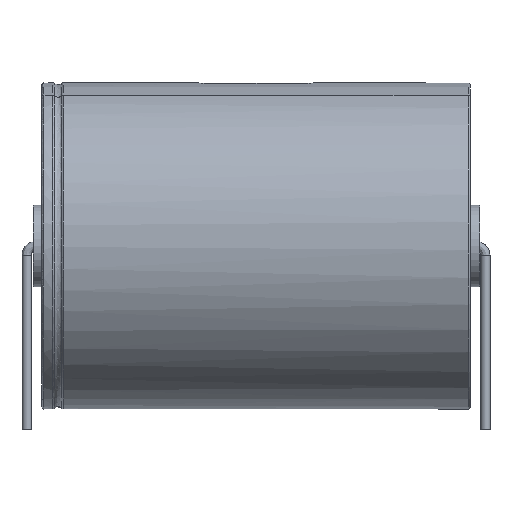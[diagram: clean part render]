
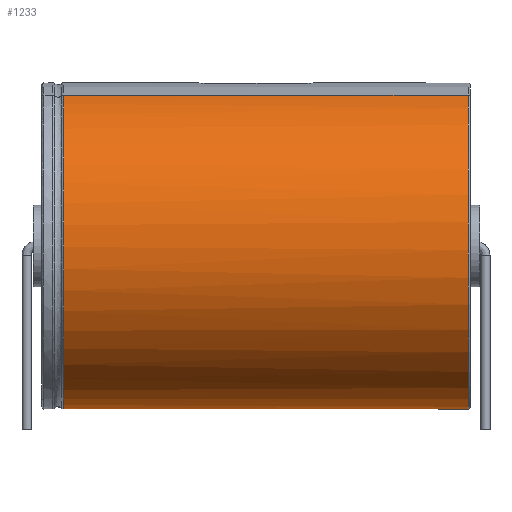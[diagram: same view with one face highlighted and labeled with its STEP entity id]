
A CAD part, front view. The second image highlights one B-rep face of the part: STEP entity #1233.
In plain terms, the highlighted cylindrical face has radius 16 mm (diameter 32 mm), a partial arc.
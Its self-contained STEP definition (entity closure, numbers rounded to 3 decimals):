
#552=VERTEX_POINT('',#553);
#553=CARTESIAN_POINT('',(43.3,-6.123,30.782));
#559=EDGE_CURVE('',#560,#552,#562,.T.);
#560=VERTEX_POINT('',#561);
#561=CARTESIAN_POINT('',(3.635,-6.123,30.782));
#562=LINE('',#563,#564);
#563=CARTESIAN_POINT('',(3.5,-6.123,30.782));
#564=VECTOR('',#565,1.);
#565=DIRECTION('',(1.,0.,0.));
#608=DIRECTION('',(-1.,0.,0.));
#712=VERTEX_POINT('',#713);
#713=CARTESIAN_POINT('',(43.3,6.123,30.782));
#717=DIRECTION('',(0.,0.383,0.924));
#718=ORIENTED_EDGE('',*,*,#719,.F.);
#719=EDGE_CURVE('',#720,#712,#722,.T.);
#720=VERTEX_POINT('',#721);
#721=CARTESIAN_POINT('',(3.635,6.123,30.782));
#722=LINE('',#723,#564);
#723=CARTESIAN_POINT('',(3.5,6.123,30.782));
#1153=ORIENTED_EDGE('',*,*,#1154,.T.);
#1154=EDGE_CURVE('',#720,#560,#1155,.T.);
#1155=B_SPLINE_CURVE_WITH_KNOTS('',13,(#1156,#1157,#1158,#1159,#1160,#1161,#1162,#1163,#1164,#1165,#1166,#1167,#1168,#1169,#1170,#1171,#1172,#1173,#1174,#1175,#1176,#1177,#1178,#1179,#1180,#1181,#1182,#1183,#1184,#1185,#1186,#1187,#1188,#1189,#1190,#1191,#1192,#1193),.UNSPECIFIED.,.F.,.F.,(14,12,12,14),(-3.748,0.,87.965,91.713),.UNSPECIFIED.);
#1156=CARTESIAN_POINT('',(3.635,2.66,32.216));
#1157=CARTESIAN_POINT('',(3.635,2.928,32.105));
#1158=CARTESIAN_POINT('',(3.635,3.196,31.994));
#1159=CARTESIAN_POINT('',(3.635,3.464,31.883));
#1160=CARTESIAN_POINT('',(3.635,3.731,31.773));
#1161=CARTESIAN_POINT('',(3.635,3.998,31.662));
#1162=CARTESIAN_POINT('',(3.635,4.265,31.552));
#1163=CARTESIAN_POINT('',(3.635,4.531,31.441));
#1164=CARTESIAN_POINT('',(3.635,4.797,31.331));
#1165=CARTESIAN_POINT('',(3.635,5.063,31.221));
#1166=CARTESIAN_POINT('',(3.635,5.328,31.111));
#1167=CARTESIAN_POINT('',(3.635,5.594,31.001));
#1168=CARTESIAN_POINT('',(3.635,5.858,30.892));
#1169=CARTESIAN_POINT('',(3.635,12.331,28.211));
#1170=CARTESIAN_POINT('',(3.635,17.458,22.777));
#1171=CARTESIAN_POINT('',(3.635,19.939,14.98));
#1172=CARTESIAN_POINT('',(3.635,18.554,6.316));
#1173=CARTESIAN_POINT('',(3.635,13.242,-0.996));
#1174=CARTESIAN_POINT('',(3.635,5.042,-5.648));
#1175=CARTESIAN_POINT('',(3.635,-5.042,-5.648));
#1176=CARTESIAN_POINT('',(3.635,-13.242,-0.996));
#1177=CARTESIAN_POINT('',(3.635,-18.554,6.316));
#1178=CARTESIAN_POINT('',(3.635,-19.939,14.98));
#1179=CARTESIAN_POINT('',(3.635,-17.458,22.777));
#1180=CARTESIAN_POINT('',(3.635,-12.331,28.211));
#1181=CARTESIAN_POINT('',(3.635,-5.858,30.892));
#1182=CARTESIAN_POINT('',(3.635,-5.594,31.001));
#1183=CARTESIAN_POINT('',(3.635,-5.328,31.111));
#1184=CARTESIAN_POINT('',(3.635,-5.063,31.221));
#1185=CARTESIAN_POINT('',(3.635,-4.797,31.331));
#1186=CARTESIAN_POINT('',(3.635,-4.531,31.441));
#1187=CARTESIAN_POINT('',(3.635,-4.265,31.552));
#1188=CARTESIAN_POINT('',(3.635,-3.998,31.662));
#1189=CARTESIAN_POINT('',(3.635,-3.731,31.773));
#1190=CARTESIAN_POINT('',(3.635,-3.464,31.883));
#1191=CARTESIAN_POINT('',(3.635,-3.196,31.994));
#1192=CARTESIAN_POINT('',(3.635,-2.928,32.105));
#1193=CARTESIAN_POINT('',(3.635,-2.66,32.216));
#1233=ADVANCED_FACE('',(#1234),#1242,.T.);
#1234=FACE_BOUND('',#1235,.F.);
#1235=EDGE_LOOP('',(#718,#1153,#1236,#1237));
#1236=ORIENTED_EDGE('',*,*,#559,.T.);
#1237=ORIENTED_EDGE('',*,*,#1238,.F.);
#1238=EDGE_CURVE('',#712,#552,#1239,.T.);
#1239=CIRCLE('',#1240,16.);
#1240=AXIS2_PLACEMENT_3D('',#1241,#608,#717);
#1241=CARTESIAN_POINT('',(43.3,0.,16.));
#1242=CYLINDRICAL_SURFACE('',#1243,16.);
#1243=AXIS2_PLACEMENT_3D('',#1244,#565,#717);
#1244=CARTESIAN_POINT('',(3.5,0.,16.));
